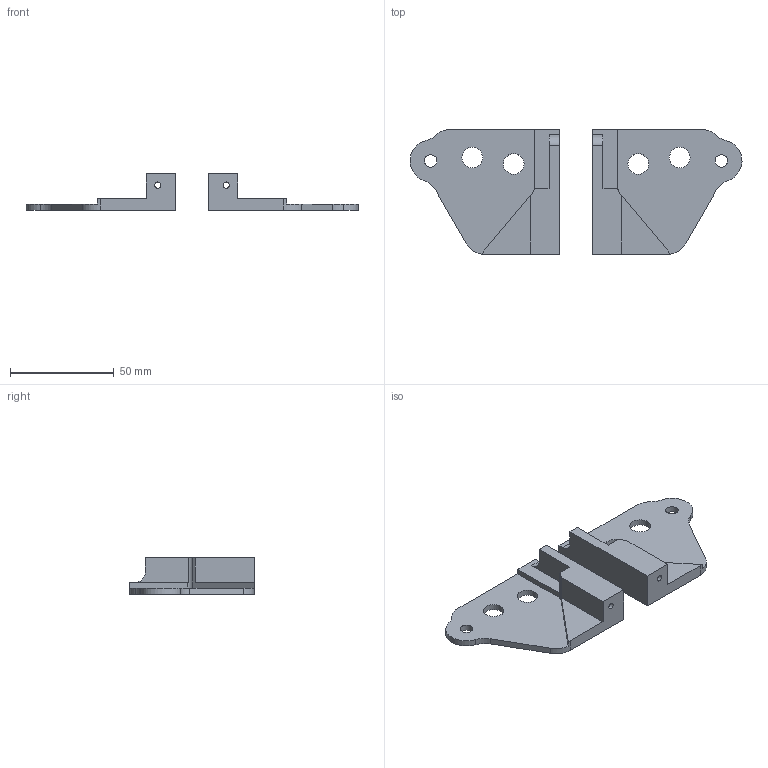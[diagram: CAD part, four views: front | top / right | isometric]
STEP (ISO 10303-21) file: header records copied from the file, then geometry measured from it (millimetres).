
FILE_DESCRIPTION((' '),'2;1');
FILE_NAME('X-Axis Wheel Shield.stp','2014-04-12T22:48:10',(' '),(' '),' ','ACIS',' ');
FILE_SCHEMA(('CONFIG_CONTROL_DESIGN'));
Length unit declared in the file: millimetre
Products named in the file (3): X-Axis Wheel Shield.stp; Component8; Component8 Copy1
Assembly tree (2 placements, depth 2):
  X-Axis Wheel Shield.stp
    Component8
    Component8 Copy1
Bounding box: 159.98 x 60 x 17.66 mm (x, y, z)
Volume: 38500.5 mm3; surface area: 19877.3 mm2
Topology: 2 solids, 2 shells, 52 faces, 146 edges, 98 vertices
Faces by surface type: bspline 26, plane 15, cylinder 11
Full cylindrical faces by diameter (mm): 3 x1, 6 x1, 10 x2
Entity records: 2185 total; most frequent: CARTESIAN_POINT 509, ORIENTED_EDGE 272, DIRECTION 246, EDGE_CURVE 136, VERTEX_POINT 96, VECTOR 88, LINE 88, AXIS2_PLACEMENT_3D 79
